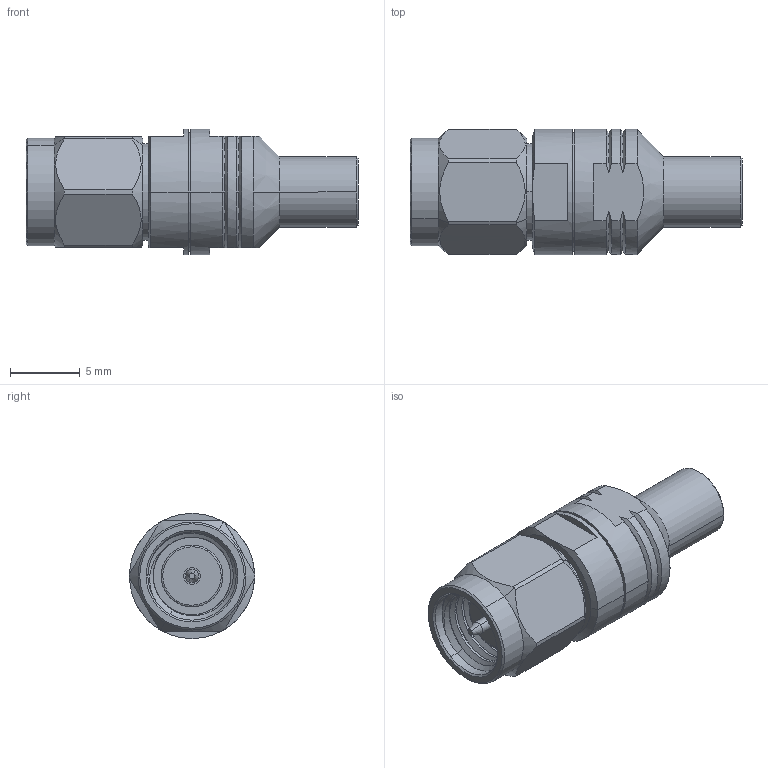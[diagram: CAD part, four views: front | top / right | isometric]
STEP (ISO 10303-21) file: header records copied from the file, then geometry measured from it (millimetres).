
FILE_DESCRIPTION (( 'STEP AP203' ), '1' );
FILE_NAME ('FMAD1010.step', '2019-06-07T19:34:56', ( '' ), ( '' ), 'SwSTEP 2.0', 'SolidWorks 2018', '' );
FILE_SCHEMA (( 'CONFIG_CONTROL_DESIGN' ));
Length unit declared in the file: inch
Products named in the file (1): FMAD1010
Bounding box: 23.88 x 9 x 9 mm (x, y, z)
Volume: 976.5 mm3; surface area: 928.2 mm2
Topology: 1 solids, 1 shells, 126 faces, 308 edges, 193 vertices
Faces by surface type: cylinder 55, cone 38, plane 26, bspline 5, sphere 2
Entity records: 5810 total; most frequent: CARTESIAN_POINT 2855, ORIENTED_EDGE 608, DIRECTION 606, EDGE_CURVE 304, AXIS2_PLACEMENT_3D 250, VERTEX_POINT 191, EDGE_LOOP 137, CIRCLE 128
